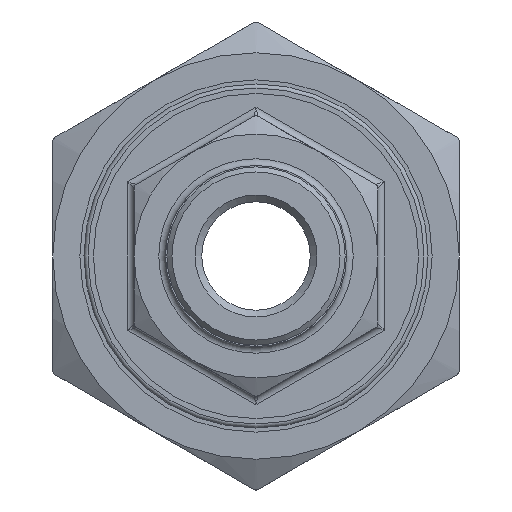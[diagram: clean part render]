
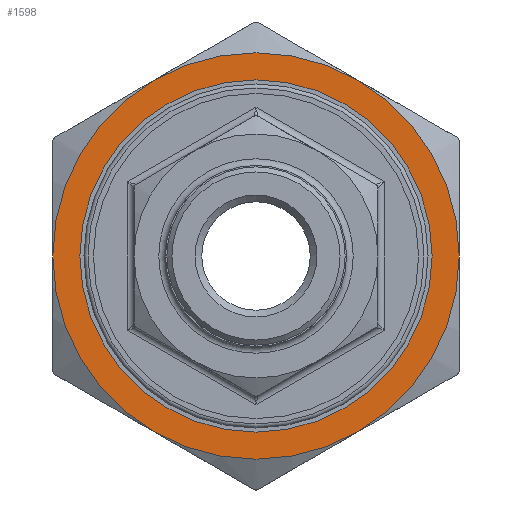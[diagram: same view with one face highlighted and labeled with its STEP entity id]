
A CAD part, front view. The second image highlights one B-rep face of the part: STEP entity #1598.
In plain terms, the highlighted planar face has unit normal (0, -1, 0).
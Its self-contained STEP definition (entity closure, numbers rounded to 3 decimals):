
#343=PLANE('',#1831);
#372=FACE_BOUND('',#623,.T.);
#483=FACE_OUTER_BOUND('',#622,.T.);
#622=EDGE_LOOP('',(#1473,#1474,#1475,#1476,#1477,#1478));
#623=EDGE_LOOP('',(#1479));
#629=CIRCLE('',#1632,15.);
#630=CIRCLE('',#1638,15.);
#631=CIRCLE('',#1644,15.);
#632=CIRCLE('',#1650,15.);
#634=CIRCLE('',#1660,15.);
#680=CIRCLE('',#1814,15.);
#684=CIRCLE('',#1823,13.);
#694=VERTEX_POINT('',#2343);
#698=VERTEX_POINT('',#2361);
#701=VERTEX_POINT('',#2373);
#707=VERTEX_POINT('',#2399);
#713=VERTEX_POINT('',#2425);
#724=VERTEX_POINT('',#2466);
#821=VERTEX_POINT('',#3164);
#837=EDGE_CURVE('',#694,#698,#629,.T.);
#846=EDGE_CURVE('',#701,#694,#630,.T.);
#855=EDGE_CURVE('',#707,#701,#631,.T.);
#864=EDGE_CURVE('',#713,#707,#632,.T.);
#875=EDGE_CURVE('',#698,#724,#634,.T.);
#1037=EDGE_CURVE('',#724,#713,#680,.T.);
#1042=EDGE_CURVE('',#821,#821,#684,.T.);
#1473=ORIENTED_EDGE('',*,*,#846,.T.);
#1474=ORIENTED_EDGE('',*,*,#837,.T.);
#1475=ORIENTED_EDGE('',*,*,#875,.T.);
#1476=ORIENTED_EDGE('',*,*,#1037,.T.);
#1477=ORIENTED_EDGE('',*,*,#864,.T.);
#1478=ORIENTED_EDGE('',*,*,#855,.T.);
#1479=ORIENTED_EDGE('',*,*,#1042,.T.);
#1598=ADVANCED_FACE('',(#483,#372),#343,.T.);
#1632=AXIS2_PLACEMENT_3D('',#2365,#1862,#1863);
#1638=AXIS2_PLACEMENT_3D('',#2391,#1876,#1877);
#1644=AXIS2_PLACEMENT_3D('',#2417,#1890,#1891);
#1650=AXIS2_PLACEMENT_3D('',#2443,#1904,#1905);
#1660=AXIS2_PLACEMENT_3D('',#2470,#1927,#1928);
#1814=AXIS2_PLACEMENT_3D('',#3149,#2283,#2284);
#1823=AXIS2_PLACEMENT_3D('',#3165,#2301,#2302);
#1831=AXIS2_PLACEMENT_3D('',#3174,#2317,#2318);
#1862=DIRECTION('center_axis',(0.,-1.,0.));
#1863=DIRECTION('ref_axis',(1.,0.,0.));
#1876=DIRECTION('center_axis',(0.,-1.,0.));
#1877=DIRECTION('ref_axis',(1.,0.,0.));
#1890=DIRECTION('center_axis',(0.,-1.,0.));
#1891=DIRECTION('ref_axis',(1.,0.,0.));
#1904=DIRECTION('center_axis',(0.,-1.,0.));
#1905=DIRECTION('ref_axis',(1.,0.,0.));
#1927=DIRECTION('center_axis',(0.,-1.,0.));
#1928=DIRECTION('ref_axis',(1.,0.,0.));
#2283=DIRECTION('center_axis',(0.,-1.,0.));
#2284=DIRECTION('ref_axis',(1.,0.,0.));
#2301=DIRECTION('center_axis',(0.,1.,0.));
#2302=DIRECTION('ref_axis',(1.,0.,0.));
#2317=DIRECTION('center_axis',(0.,-1.,0.));
#2318=DIRECTION('ref_axis',(0.,0.,-1.));
#2343=CARTESIAN_POINT('',(-7.5,-7.,-12.99));
#2361=CARTESIAN_POINT('',(7.5,-7.,-12.99));
#2365=CARTESIAN_POINT('Origin',(0.,-7.,0.));
#2373=CARTESIAN_POINT('',(-15.,-7.,0.));
#2391=CARTESIAN_POINT('Origin',(0.,-7.,0.));
#2399=CARTESIAN_POINT('',(-7.5,-7.,12.99));
#2417=CARTESIAN_POINT('Origin',(0.,-7.,0.));
#2425=CARTESIAN_POINT('',(7.5,-7.,12.99));
#2443=CARTESIAN_POINT('Origin',(0.,-7.,0.));
#2466=CARTESIAN_POINT('',(15.,-7.,0.));
#2470=CARTESIAN_POINT('Origin',(0.,-7.,0.));
#3149=CARTESIAN_POINT('Origin',(0.,-7.,0.));
#3164=CARTESIAN_POINT('',(-13.,-7.,0.));
#3165=CARTESIAN_POINT('Origin',(0.,-7.,0.));
#3174=CARTESIAN_POINT('Origin',(0.,-7.,0.));
